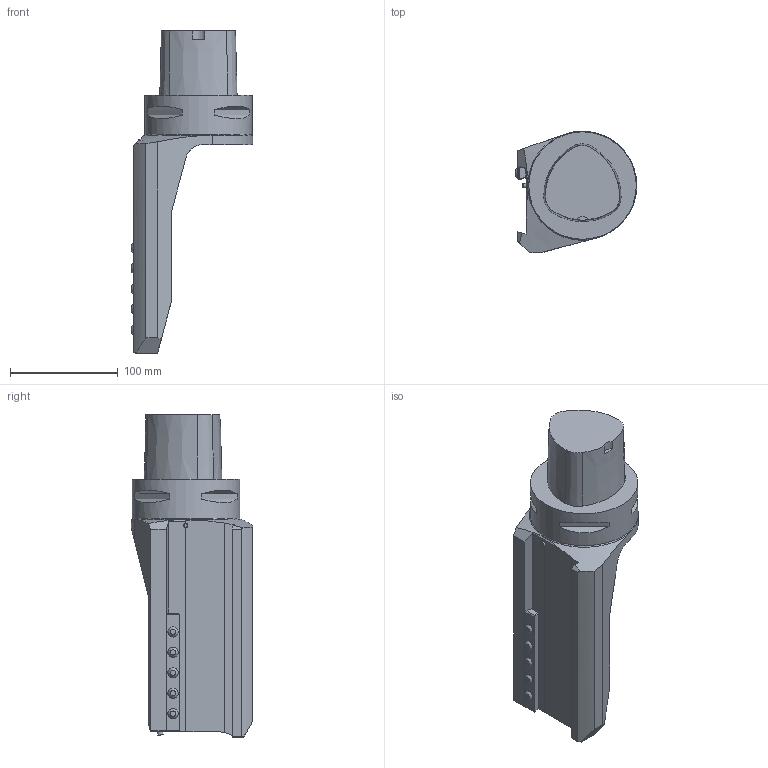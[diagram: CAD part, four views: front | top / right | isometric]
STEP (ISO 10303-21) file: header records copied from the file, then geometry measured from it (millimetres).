
FILE_DESCRIPTION(/* description */ (''),/* implementation_level */ '2;1');
FILE_NAME(/* name */ '1524139503438.stp',/* time_stamp */ '2018-04-19T14:05:12+02:00',/* author */ (''),/* organization */ ('SMS'),/* preprocessor_version */ 'ST-DEVELOPER v15',/* originating_system */ 'SIEMENS PLM Software NX 8.5',/* authorisation */ '');
FILE_SCHEMA (('AUTOMOTIVE_DESIGN { 1 0 10303 214 3 1 1 1 }'));
Length unit declared in the file: millimetre
Products named in the file (1): 112029759mod000_00
Bounding box: 113.13 x 112.5 x 300 mm (x, y, z)
Volume: 1181862.6 mm3; surface area: 97022.5 mm2
Topology: 1 solids, 1 shells, 87 faces, 213 edges, 142 vertices
Faces by surface type: plane 58, cylinder 13, cone 10, bspline 5, torus 1
Full cylindrical faces by diameter (mm): 4 x1, 5 x1, 9.5 x5, 100 x1
Entity records: 2665 total; most frequent: CARTESIAN_POINT 622, DIRECTION 412, ORIENTED_EDGE 388, EDGE_CURVE 194, AXIS2_PLACEMENT_3D 148, VERTEX_POINT 136, LINE 116, VECTOR 116
